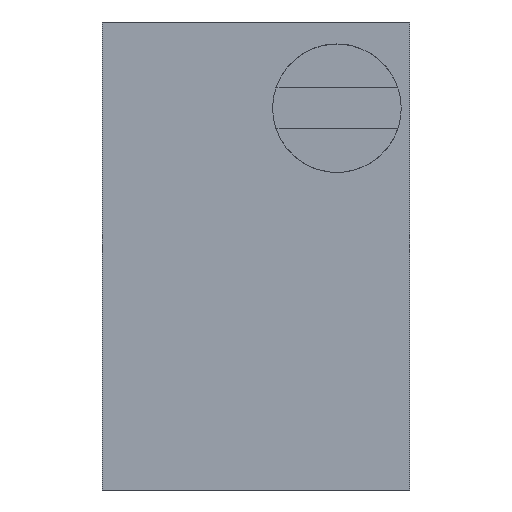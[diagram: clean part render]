
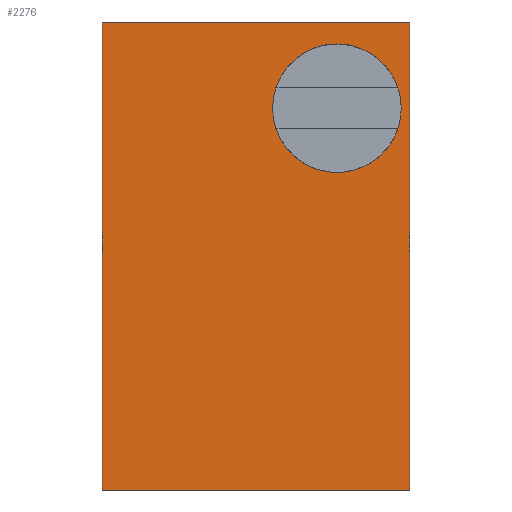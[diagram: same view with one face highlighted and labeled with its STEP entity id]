
A CAD part, left-side view. The second image highlights one B-rep face of the part: STEP entity #2276.
In plain terms, the highlighted planar face has unit normal (-1, 0, 0).
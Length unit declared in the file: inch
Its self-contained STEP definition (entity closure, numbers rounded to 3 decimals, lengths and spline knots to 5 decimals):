
#201=DIRECTION('',(0.,1.,0.));
#202=VECTOR('',#201,0.175);
#203=CARTESIAN_POINT('',(-0.242,0.,0.023));
#204=LINE('',#203,#202);
#429=DIRECTION('',(0.,0.,1.));
#430=VECTOR('',#429,0.266);
#431=CARTESIAN_POINT('',(-0.242,0.175,-0.243));
#432=LINE('',#431,#430);
#569=DIRECTION('',(0.,1.,0.));
#570=VECTOR('',#569,0.175);
#571=CARTESIAN_POINT('',(-0.242,0.,-0.243));
#572=LINE('',#571,#570);
#573=CARTESIAN_POINT('',(-0.242,0.0415,-0.026));
#574=DIRECTION('',(-1.,0.,0.));
#575=DIRECTION('',(0.,-1.,0.));
#576=AXIS2_PLACEMENT_3D('',#573,#574,#575);
#578=CARTESIAN_POINT('',(-0.242,0.0415,-0.026));
#579=DIRECTION('',(-1.,0.,0.));
#580=DIRECTION('',(0.,1.,0.));
#581=AXIS2_PLACEMENT_3D('',#578,#579,#580);
#591=DIRECTION('',(0.,0.,1.));
#592=VECTOR('',#591,0.266);
#593=CARTESIAN_POINT('',(-0.242,0.,-0.243));
#594=LINE('',#593,#592);
#1074=CARTESIAN_POINT('',(-0.242,0.,-0.243));
#1075=CARTESIAN_POINT('',(-0.242,0.,0.023));
#1076=VERTEX_POINT('',#1074);
#1077=VERTEX_POINT('',#1075);
#1078=CARTESIAN_POINT('',(-0.242,0.175,-0.243));
#1079=CARTESIAN_POINT('',(-0.242,0.175,0.023));
#1080=VERTEX_POINT('',#1078);
#1081=VERTEX_POINT('',#1079);
#1246=CARTESIAN_POINT('',(-0.242,0.005,-0.026));
#1247=CARTESIAN_POINT('',(-0.242,0.078,-0.026));
#1248=VERTEX_POINT('',#1246);
#1249=VERTEX_POINT('',#1247);
#2258=CARTESIAN_POINT('',(-0.242,0.,-0.243));
#2259=DIRECTION('',(-1.,0.,0.));
#2260=DIRECTION('',(0.,0.,1.));
#2261=AXIS2_PLACEMENT_3D('',#2258,#2259,#2260);
#2262=PLANE('',#2261);
#2264=ORIENTED_EDGE('',*,*,#2263,.F.);
#2265=ORIENTED_EDGE('',*,*,#1694,.T.);
#2266=ORIENTED_EDGE('',*,*,#2051,.T.);
#2267=ORIENTED_EDGE('',*,*,#1660,.F.);
#2268=EDGE_LOOP('',(#2264,#2265,#2266,#2267));
#2269=FACE_OUTER_BOUND('',#2268,.F.);
#2271=ORIENTED_EDGE('',*,*,#2270,.T.);
#2273=ORIENTED_EDGE('',*,*,#2272,.T.);
#2274=EDGE_LOOP('',(#2271,#2273));
#2275=FACE_BOUND('',#2274,.F.);
#2276=ADVANCED_FACE('',(#2269,#2275),#2262,.T.);
#577=CIRCLE('',#576,0.0365);
#582=CIRCLE('',#581,0.0365);
#1660=EDGE_CURVE('',#1077,#1081,#204,.T.);
#1694=EDGE_CURVE('',#1076,#1080,#572,.T.);
#2051=EDGE_CURVE('',#1080,#1081,#432,.T.);
#2263=EDGE_CURVE('',#1076,#1077,#594,.T.);
#2270=EDGE_CURVE('',#1248,#1249,#577,.T.);
#2272=EDGE_CURVE('',#1249,#1248,#582,.T.);
